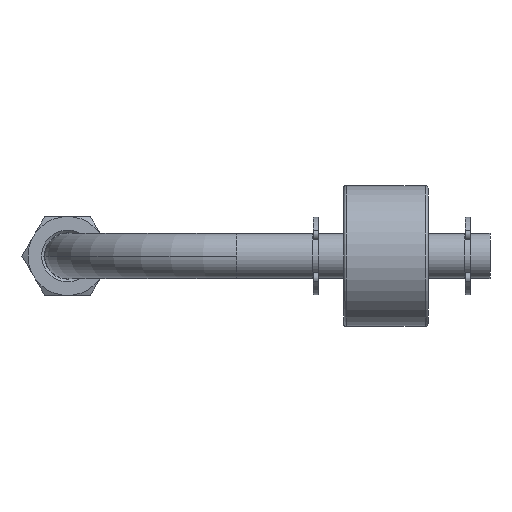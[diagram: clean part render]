
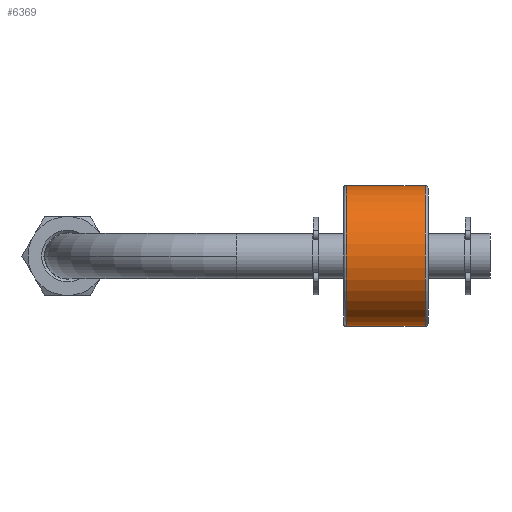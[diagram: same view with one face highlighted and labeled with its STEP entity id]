
A CAD part, left-side view. The second image highlights one B-rep face of the part: STEP entity #6369.
In plain terms, the highlighted cylindrical face has radius 12.5 mm (diameter 25 mm), a partial arc.
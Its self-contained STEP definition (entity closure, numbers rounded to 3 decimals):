
#331 = VERTEX_POINT ( 'NONE', #4484 ) ;
#840 = EDGE_CURVE ( 'NONE', #7582, #6318, #7366, .T. ) ;
#885 = CARTESIAN_POINT ( 'NONE',  ( 0., 0.585, 12.5 ) ) ;
#4248 = CARTESIAN_POINT ( 'NONE',  ( 0., 11.5, 0. ) ) ;
#4484 = CARTESIAN_POINT ( 'NONE',  ( 0., 25.5, 12.5 ) ) ;
#5999 = DIRECTION ( 'NONE',  ( 0., -1., 0. ) ) ;
#6036 = CARTESIAN_POINT ( 'NONE',  ( 0., 25.5, 0. ) ) ;
#6087 = VECTOR ( 'NONE', #14763, 1000. ) ;
#6300 = AXIS2_PLACEMENT_3D ( 'NONE', #6036, #9912, #16259 ) ;
#6318 = VERTEX_POINT ( 'NONE', #9436 ) ;
#6369 = ADVANCED_FACE ( 'NONE', ( #10692 ), #14364, .T. ) ;
#6853 = VECTOR ( 'NONE', #5999, 1000. ) ;
#7366 = CIRCLE ( 'NONE', #10976, 12.5 ) ;
#7582 = VERTEX_POINT ( 'NONE', #9087 ) ;
#7800 = ORIENTED_EDGE ( 'NONE', *, *, #9683, .T. ) ;
#8080 = DIRECTION ( 'NONE',  ( 0., 1., 0. ) ) ;
#8550 = EDGE_CURVE ( 'NONE', #9349, #7582, #11023, .T. ) ;
#9087 = CARTESIAN_POINT ( 'NONE',  ( 0., 11.5, -12.5 ) ) ;
#9349 = VERTEX_POINT ( 'NONE', #12103 ) ;
#9436 = CARTESIAN_POINT ( 'NONE',  ( 0., 11.5, 12.5 ) ) ;
#9616 = DIRECTION ( 'NONE',  ( 0., -1., 0. ) ) ;
#9683 = EDGE_CURVE ( 'NONE', #331, #9349, #10602, .T. ) ;
#9858 = CARTESIAN_POINT ( 'NONE',  ( 0., 0.585, 0. ) ) ;
#9912 = DIRECTION ( 'NONE',  ( 0., -1., 0. ) ) ;
#10160 = ORIENTED_EDGE ( 'NONE', *, *, #840, .T. ) ;
#10602 = CIRCLE ( 'NONE', #6300, 12.5 ) ;
#10692 = FACE_OUTER_BOUND ( 'NONE', #11204, .T. ) ;
#10802 = DIRECTION ( 'NONE',  ( 0., 0., -1. ) ) ;
#10861 = EDGE_CURVE ( 'NONE', #331, #6318, #15118, .T. ) ;
#10976 = AXIS2_PLACEMENT_3D ( 'NONE', #4248, #8080, #10802 ) ;
#11023 = LINE ( 'NONE', #16024, #6087 ) ;
#11204 = EDGE_LOOP ( 'NONE', ( #7800, #13297, #10160, #16375 ) ) ;
#12103 = CARTESIAN_POINT ( 'NONE',  ( 0., 25.5, -12.5 ) ) ;
#12278 = DIRECTION ( 'NONE',  ( 0., 0., 1. ) ) ;
#13297 = ORIENTED_EDGE ( 'NONE', *, *, #8550, .T. ) ;
#14364 = CYLINDRICAL_SURFACE ( 'NONE', #14838, 12.5 ) ;
#14763 = DIRECTION ( 'NONE',  ( 0., -1., 0. ) ) ;
#14838 = AXIS2_PLACEMENT_3D ( 'NONE', #9858, #9616, #12278 ) ;
#15118 = LINE ( 'NONE', #885, #6853 ) ;
#16024 = CARTESIAN_POINT ( 'NONE',  ( 0., 0.585, -12.5 ) ) ;
#16259 = DIRECTION ( 'NONE',  ( 0., 0., 1. ) ) ;
#16375 = ORIENTED_EDGE ( 'NONE', *, *, #10861, .F. ) ;
